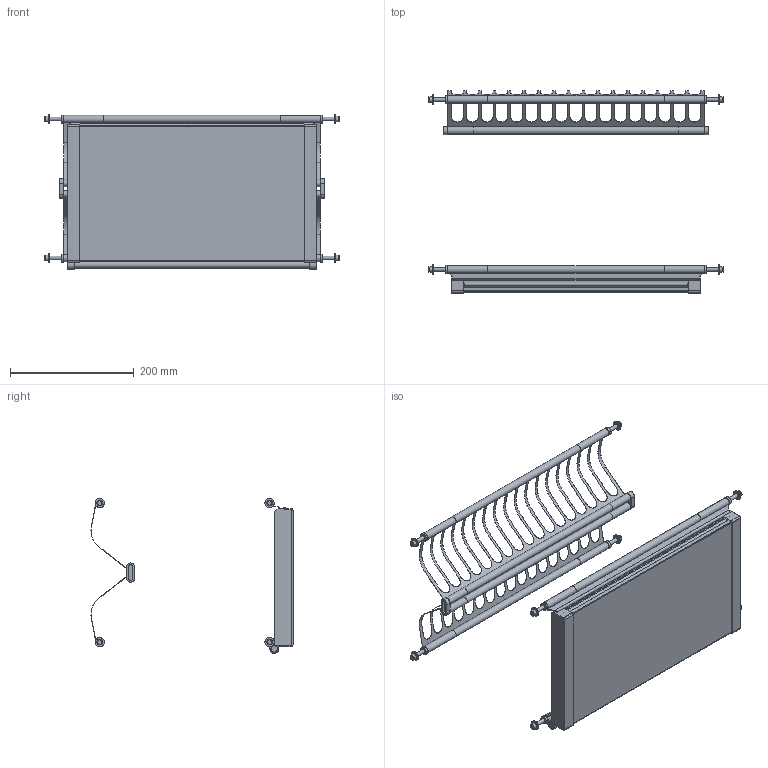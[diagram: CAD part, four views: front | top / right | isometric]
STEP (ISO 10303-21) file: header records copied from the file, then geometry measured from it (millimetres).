
FILE_DESCRIPTION(/* description */ (''),/* implementation_level */ '2;1');
FILE_NAME(/* name */ 'OC-A0150.stp',/* time_stamp */ '2022-04-19T16:01:55+02:00',/* author */ ('tomaszw'),/* organization */ (''),/* preprocessor_version */ 'ST-DEVELOPER v18.1',/* originating_system */ 'Autodesk Inventor 2021',/* authorisation */ '');
FILE_SCHEMA (('AUTOMOTIVE_DESIGN { 1 0 10303 214 3 1 1 }'));
Length unit declared in the file: millimetre
Products named in the file (12): OC-A0150-06-01; OC-A0150-06_Bryła1; OC-A0150-06_Bryła2; OC-A0150-06_Bryła3; OC-A0150-06_Bryła4; OC-A0150-06_Bryła5; OC-A0150-06_Bryła9; OC-A0150-06_Bryła10; OC-A0150-06_Bryła11; OC-A0150-06_teleskop-01; OC-A0150-06_Bryła7_1; OC-A0150-06_teleskop_1-01
Assembly tree (18 placements, depth 3):
  OC-A0150-06-01
    OC-A0150-06_Bryła1
    OC-A0150-06_Bryła2
    OC-A0150-06_Bryła3
    OC-A0150-06_Bryła4
    OC-A0150-06_teleskop-01  x8
      OC-A0150-06_Bryła7_1
      OC-A0150-06_teleskop_1-01
    OC-A0150-06_Bryła5
    OC-A0150-06_Bryła9
    OC-A0150-06_Bryła10
    OC-A0150-06_Bryła11
Bounding box: 476 x 327.02 x 251.09 mm (x, y, z)
Volume: 359449.9 mm3; surface area: 768813.4 mm2
Topology: 24 solids, 24 shells, 1102 faces, 3002 edges, 1926 vertices
Faces by surface type: plane 619, cylinder 413, torus 58, cone 12
Full cylindrical faces by diameter (mm): 6 x16, 7.5 x8, 9 x8, 10 x4, 10.4 x1, 11 x8, 11.6 x6, 13 x8, 15 x8
Entity records: 33862 total; most frequent: CARTESIAN_POINT 5767, ORIENTED_EDGE 5670, DIRECTION 5647, EDGE_CURVE 2835, LINE 2027, VECTOR 2027, VERTEX_POINT 1814, AXIS2_PLACEMENT_3D 1810
